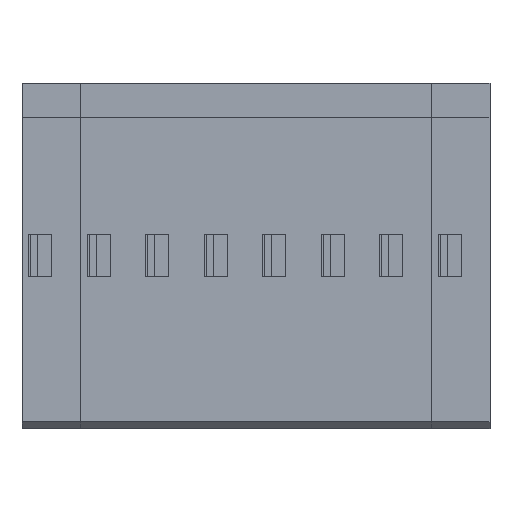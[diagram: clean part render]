
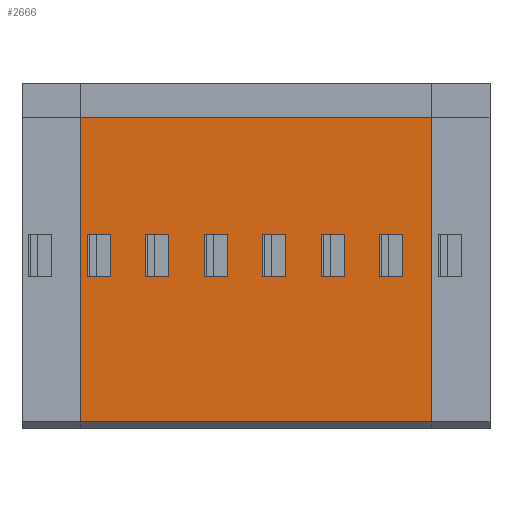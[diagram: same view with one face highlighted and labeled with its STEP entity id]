
A CAD part, front view. The second image highlights one B-rep face of the part: STEP entity #2666.
In plain terms, the highlighted planar face has unit normal (0, -1, 0).
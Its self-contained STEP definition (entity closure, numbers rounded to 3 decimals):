
#605=CARTESIAN_POINT('',(3.73,-2.908,-7.049));
#606=VERTEX_POINT('',#605);
#1528=CARTESIAN_POINT('',(3.73,-2.908,5.875));
#1529=VERTEX_POINT('',#1528);
#1555=CARTESIAN_POINT('',(3.73,-2.908,5.875));
#1556=DIRECTION('',(0.,0.,-1.));
#1557=VECTOR('',#1556,12.924);
#1558=LINE('',#1555,#1557);
#1559=EDGE_CURVE('',#1529,#606,#1558,.T.);
#1620=CARTESIAN_POINT('',(-11.191,-2.908,-7.049));
#1621=VERTEX_POINT('',#1620);
#1622=CARTESIAN_POINT('',(-11.191,-2.908,-7.049));
#1623=DIRECTION('',(1.,0.,0.));
#1624=VECTOR('',#1623,14.921);
#1625=LINE('',#1622,#1624);
#1626=EDGE_CURVE('',#1621,#606,#1625,.T.);
#2439=CARTESIAN_POINT('',(2.487,-2.908,-7.343));
#2440=DIRECTION('',(0.,0.,1.));
#2441=DIRECTION('',(0.,-1.,0.));
#2442=AXIS2_PLACEMENT_3D('',#2439,#2441,#2440);
#2443=PLANE('',#2442);
#2444=CARTESIAN_POINT('',(-11.191,-2.908,5.875));
#2445=VERTEX_POINT('',#2444);
#2446=CARTESIAN_POINT('',(-11.191,-2.908,5.875));
#2447=DIRECTION('',(1.,0.,0.));
#2448=VECTOR('',#2447,14.921);
#2449=LINE('',#2446,#2448);
#2450=EDGE_CURVE('',#2445,#1529,#2449,.T.);
#2451=ORIENTED_EDGE('',*,*,#2450,.F.);
#2452=CARTESIAN_POINT('',(-11.191,-2.908,-7.049));
#2453=DIRECTION('',(0.,0.,1.));
#2454=VECTOR('',#2453,12.924);
#2455=LINE('',#2452,#2454);
#2456=EDGE_CURVE('',#1621,#2445,#2455,.T.);
#2457=ORIENTED_EDGE('',*,*,#2456,.F.);
#2458=ORIENTED_EDGE('',*,*,#1626,.T.);
#2459=ORIENTED_EDGE('',*,*,#1559,.F.);
#2460=EDGE_LOOP('',(#2451,#2457,#2458,#2459));
#2461=FACE_OUTER_BOUND('',#2460,.T.);
#2462=CARTESIAN_POINT('',(-8.41,-2.908,-0.881));
#2463=VERTEX_POINT('',#2462);
#2464=CARTESIAN_POINT('',(-8.41,-2.908,0.93));
#2465=VERTEX_POINT('',#2464);
#2466=CARTESIAN_POINT('',(-8.41,-2.908,-0.881));
#2467=DIRECTION('',(0.,0.,1.));
#2468=VECTOR('',#2467,1.811);
#2469=LINE('',#2466,#2468);
#2470=EDGE_CURVE('',#2463,#2465,#2469,.T.);
#2471=ORIENTED_EDGE('',*,*,#2470,.T.);
#2472=CARTESIAN_POINT('',(-7.431,-2.908,0.93));
#2473=VERTEX_POINT('',#2472);
#2474=CARTESIAN_POINT('',(-8.41,-2.908,0.93));
#2475=DIRECTION('',(1.,0.,0.));
#2476=VECTOR('',#2475,0.979);
#2477=LINE('',#2474,#2476);
#2478=EDGE_CURVE('',#2465,#2473,#2477,.T.);
#2479=ORIENTED_EDGE('',*,*,#2478,.T.);
#2480=CARTESIAN_POINT('',(-7.431,-2.908,-0.881));
#2481=VERTEX_POINT('',#2480);
#2482=CARTESIAN_POINT('',(-7.431,-2.908,0.93));
#2483=DIRECTION('',(0.,0.,-1.));
#2484=VECTOR('',#2483,1.811);
#2485=LINE('',#2482,#2484);
#2486=EDGE_CURVE('',#2473,#2481,#2485,.T.);
#2487=ORIENTED_EDGE('',*,*,#2486,.T.);
#2488=CARTESIAN_POINT('',(-7.431,-2.908,-0.881));
#2489=DIRECTION('',(-1.,0.,0.));
#2490=VECTOR('',#2489,0.979);
#2491=LINE('',#2488,#2490);
#2492=EDGE_CURVE('',#2481,#2463,#2491,.T.);
#2493=ORIENTED_EDGE('',*,*,#2492,.T.);
#2494=EDGE_LOOP('',(#2471,#2479,#2487,#2493));
#2495=FACE_BOUND('',#2494,.T.);
#2496=CARTESIAN_POINT('',(-5.923,-2.908,-0.881));
#2497=VERTEX_POINT('',#2496);
#2498=CARTESIAN_POINT('',(-5.923,-2.908,0.93));
#2499=VERTEX_POINT('',#2498);
#2500=CARTESIAN_POINT('',(-5.923,-2.908,-0.881));
#2501=DIRECTION('',(0.,0.,1.));
#2502=VECTOR('',#2501,1.811);
#2503=LINE('',#2500,#2502);
#2504=EDGE_CURVE('',#2497,#2499,#2503,.T.);
#2505=ORIENTED_EDGE('',*,*,#2504,.T.);
#2506=CARTESIAN_POINT('',(-4.944,-2.908,0.93));
#2507=VERTEX_POINT('',#2506);
#2508=CARTESIAN_POINT('',(-5.923,-2.908,0.93));
#2509=DIRECTION('',(1.,0.,0.));
#2510=VECTOR('',#2509,0.979);
#2511=LINE('',#2508,#2510);
#2512=EDGE_CURVE('',#2499,#2507,#2511,.T.);
#2513=ORIENTED_EDGE('',*,*,#2512,.T.);
#2514=CARTESIAN_POINT('',(-4.944,-2.908,-0.881));
#2515=VERTEX_POINT('',#2514);
#2516=CARTESIAN_POINT('',(-4.944,-2.908,0.93));
#2517=DIRECTION('',(0.,0.,-1.));
#2518=VECTOR('',#2517,1.811);
#2519=LINE('',#2516,#2518);
#2520=EDGE_CURVE('',#2507,#2515,#2519,.T.);
#2521=ORIENTED_EDGE('',*,*,#2520,.T.);
#2522=CARTESIAN_POINT('',(-4.944,-2.908,-0.881));
#2523=DIRECTION('',(-1.,0.,0.));
#2524=VECTOR('',#2523,0.979);
#2525=LINE('',#2522,#2524);
#2526=EDGE_CURVE('',#2515,#2497,#2525,.T.);
#2527=ORIENTED_EDGE('',*,*,#2526,.T.);
#2528=EDGE_LOOP('',(#2505,#2513,#2521,#2527));
#2529=FACE_BOUND('',#2528,.T.);
#2530=CARTESIAN_POINT('',(-10.897,-2.908,-0.881));
#2531=VERTEX_POINT('',#2530);
#2532=CARTESIAN_POINT('',(-10.897,-2.908,0.93));
#2533=VERTEX_POINT('',#2532);
#2534=CARTESIAN_POINT('',(-10.897,-2.908,-0.881));
#2535=DIRECTION('',(0.,0.,1.));
#2536=VECTOR('',#2535,1.811);
#2537=LINE('',#2534,#2536);
#2538=EDGE_CURVE('',#2531,#2533,#2537,.T.);
#2539=ORIENTED_EDGE('',*,*,#2538,.T.);
#2540=CARTESIAN_POINT('',(-9.918,-2.908,0.93));
#2541=VERTEX_POINT('',#2540);
#2542=CARTESIAN_POINT('',(-10.897,-2.908,0.93));
#2543=DIRECTION('',(1.,0.,0.));
#2544=VECTOR('',#2543,0.979);
#2545=LINE('',#2542,#2544);
#2546=EDGE_CURVE('',#2533,#2541,#2545,.T.);
#2547=ORIENTED_EDGE('',*,*,#2546,.T.);
#2548=CARTESIAN_POINT('',(-9.918,-2.908,-0.881));
#2549=VERTEX_POINT('',#2548);
#2550=CARTESIAN_POINT('',(-9.918,-2.908,0.93));
#2551=DIRECTION('',(0.,0.,-1.));
#2552=VECTOR('',#2551,1.811);
#2553=LINE('',#2550,#2552);
#2554=EDGE_CURVE('',#2541,#2549,#2553,.T.);
#2555=ORIENTED_EDGE('',*,*,#2554,.T.);
#2556=CARTESIAN_POINT('',(-10.897,-2.908,-0.881));
#2557=DIRECTION('',(1.,0.,0.));
#2558=VECTOR('',#2557,0.979);
#2559=LINE('',#2556,#2558);
#2560=EDGE_CURVE('',#2531,#2549,#2559,.T.);
#2561=ORIENTED_EDGE('',*,*,#2560,.F.);
#2562=EDGE_LOOP('',(#2539,#2547,#2555,#2561));
#2563=FACE_BOUND('',#2562,.T.);
#2564=CARTESIAN_POINT('',(-3.437,-2.908,-0.881));
#2565=VERTEX_POINT('',#2564);
#2566=CARTESIAN_POINT('',(-3.437,-2.908,0.93));
#2567=VERTEX_POINT('',#2566);
#2568=CARTESIAN_POINT('',(-3.437,-2.908,-0.881));
#2569=DIRECTION('',(0.,0.,1.));
#2570=VECTOR('',#2569,1.811);
#2571=LINE('',#2568,#2570);
#2572=EDGE_CURVE('',#2565,#2567,#2571,.T.);
#2573=ORIENTED_EDGE('',*,*,#2572,.T.);
#2574=CARTESIAN_POINT('',(-2.458,-2.908,0.93));
#2575=VERTEX_POINT('',#2574);
#2576=CARTESIAN_POINT('',(-3.437,-2.908,0.93));
#2577=DIRECTION('',(1.,0.,0.));
#2578=VECTOR('',#2577,0.979);
#2579=LINE('',#2576,#2578);
#2580=EDGE_CURVE('',#2567,#2575,#2579,.T.);
#2581=ORIENTED_EDGE('',*,*,#2580,.T.);
#2582=CARTESIAN_POINT('',(-2.458,-2.908,-0.881));
#2583=VERTEX_POINT('',#2582);
#2584=CARTESIAN_POINT('',(-2.458,-2.908,0.93));
#2585=DIRECTION('',(0.,0.,-1.));
#2586=VECTOR('',#2585,1.811);
#2587=LINE('',#2584,#2586);
#2588=EDGE_CURVE('',#2575,#2583,#2587,.T.);
#2589=ORIENTED_EDGE('',*,*,#2588,.T.);
#2590=CARTESIAN_POINT('',(-3.437,-2.908,-0.881));
#2591=DIRECTION('',(1.,0.,0.));
#2592=VECTOR('',#2591,0.979);
#2593=LINE('',#2590,#2592);
#2594=EDGE_CURVE('',#2565,#2583,#2593,.T.);
#2595=ORIENTED_EDGE('',*,*,#2594,.F.);
#2596=EDGE_LOOP('',(#2573,#2581,#2589,#2595));
#2597=FACE_BOUND('',#2596,.T.);
#2598=CARTESIAN_POINT('',(1.537,-2.908,-0.881));
#2599=VERTEX_POINT('',#2598);
#2600=CARTESIAN_POINT('',(1.537,-2.908,0.93));
#2601=VERTEX_POINT('',#2600);
#2602=CARTESIAN_POINT('',(1.537,-2.908,-0.881));
#2603=DIRECTION('',(0.,0.,1.));
#2604=VECTOR('',#2603,1.811);
#2605=LINE('',#2602,#2604);
#2606=EDGE_CURVE('',#2599,#2601,#2605,.T.);
#2607=ORIENTED_EDGE('',*,*,#2606,.T.);
#2608=CARTESIAN_POINT('',(2.516,-2.908,0.93));
#2609=VERTEX_POINT('',#2608);
#2610=CARTESIAN_POINT('',(1.537,-2.908,0.93));
#2611=DIRECTION('',(1.,0.,0.));
#2612=VECTOR('',#2611,0.979);
#2613=LINE('',#2610,#2612);
#2614=EDGE_CURVE('',#2601,#2609,#2613,.T.);
#2615=ORIENTED_EDGE('',*,*,#2614,.T.);
#2616=CARTESIAN_POINT('',(2.516,-2.908,-0.881));
#2617=VERTEX_POINT('',#2616);
#2618=CARTESIAN_POINT('',(2.516,-2.908,0.93));
#2619=DIRECTION('',(0.,0.,-1.));
#2620=VECTOR('',#2619,1.811);
#2621=LINE('',#2618,#2620);
#2622=EDGE_CURVE('',#2609,#2617,#2621,.T.);
#2623=ORIENTED_EDGE('',*,*,#2622,.T.);
#2624=CARTESIAN_POINT('',(2.516,-2.908,-0.881));
#2625=DIRECTION('',(-1.,0.,0.));
#2626=VECTOR('',#2625,0.979);
#2627=LINE('',#2624,#2626);
#2628=EDGE_CURVE('',#2617,#2599,#2627,.T.);
#2629=ORIENTED_EDGE('',*,*,#2628,.T.);
#2630=EDGE_LOOP('',(#2607,#2615,#2623,#2629));
#2631=FACE_BOUND('',#2630,.T.);
#2632=CARTESIAN_POINT('',(-0.95,-2.908,-0.881));
#2633=VERTEX_POINT('',#2632);
#2634=CARTESIAN_POINT('',(-0.95,-2.908,0.93));
#2635=VERTEX_POINT('',#2634);
#2636=CARTESIAN_POINT('',(-0.95,-2.908,-0.881));
#2637=DIRECTION('',(0.,0.,1.));
#2638=VECTOR('',#2637,1.811);
#2639=LINE('',#2636,#2638);
#2640=EDGE_CURVE('',#2633,#2635,#2639,.T.);
#2641=ORIENTED_EDGE('',*,*,#2640,.T.);
#2642=CARTESIAN_POINT('',(0.029,-2.908,0.93));
#2643=VERTEX_POINT('',#2642);
#2644=CARTESIAN_POINT('',(-0.95,-2.908,0.93));
#2645=DIRECTION('',(1.,0.,0.));
#2646=VECTOR('',#2645,0.979);
#2647=LINE('',#2644,#2646);
#2648=EDGE_CURVE('',#2635,#2643,#2647,.T.);
#2649=ORIENTED_EDGE('',*,*,#2648,.T.);
#2650=CARTESIAN_POINT('',(0.029,-2.908,-0.881));
#2651=VERTEX_POINT('',#2650);
#2652=CARTESIAN_POINT('',(0.029,-2.908,0.93));
#2653=DIRECTION('',(0.,0.,-1.));
#2654=VECTOR('',#2653,1.811);
#2655=LINE('',#2652,#2654);
#2656=EDGE_CURVE('',#2643,#2651,#2655,.T.);
#2657=ORIENTED_EDGE('',*,*,#2656,.T.);
#2658=CARTESIAN_POINT('',(0.029,-2.908,-0.881));
#2659=DIRECTION('',(-1.,0.,0.));
#2660=VECTOR('',#2659,0.979);
#2661=LINE('',#2658,#2660);
#2662=EDGE_CURVE('',#2651,#2633,#2661,.T.);
#2663=ORIENTED_EDGE('',*,*,#2662,.T.);
#2664=EDGE_LOOP('',(#2641,#2649,#2657,#2663));
#2665=FACE_BOUND('',#2664,.T.);
#2666=ADVANCED_FACE('',(#2461,#2495,#2529,#2563,#2597,#2631,#2665),#2443,.T.);
